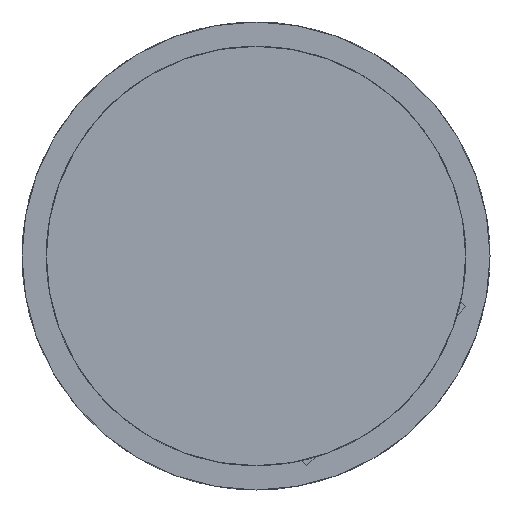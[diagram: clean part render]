
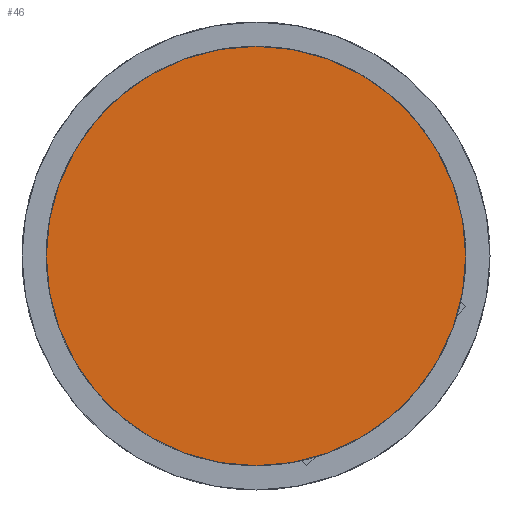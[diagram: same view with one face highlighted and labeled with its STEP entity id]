
A CAD part, front view. The second image highlights one B-rep face of the part: STEP entity #46.
In plain terms, the highlighted planar face has unit normal (0, -1, 0).
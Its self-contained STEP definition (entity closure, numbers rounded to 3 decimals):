
#30=CARTESIAN_POINT('',(-4.394,-55.,0.));
#31=DIRECTION('',(1.,0.,0.));
#32=DIRECTION('',(0.,-1.,0.));
#33=AXIS2_PLACEMENT_3D('',#30,#32,#31);
#34=PLANE('',#33);
#35=CARTESIAN_POINT('',(16.4,-55.,0.));
#36=VERTEX_POINT('',#35);
#37=CARTESIAN_POINT('',(0.,-55.,0.));
#38=DIRECTION('',(1.,0.,0.));
#39=DIRECTION('',(0.,-1.,0.));
#40=AXIS2_PLACEMENT_3D('',#37,#39,#38);
#41=CIRCLE('',#40,16.4);
#42=EDGE_CURVE('',#36,#36,#41,.T.);
#43=ORIENTED_EDGE('',*,*,#42,.T.);
#44=EDGE_LOOP('',(#43));
#45=FACE_OUTER_BOUND('',#44,.T.);
#46=ADVANCED_FACE('',(#45),#34,.T.);
